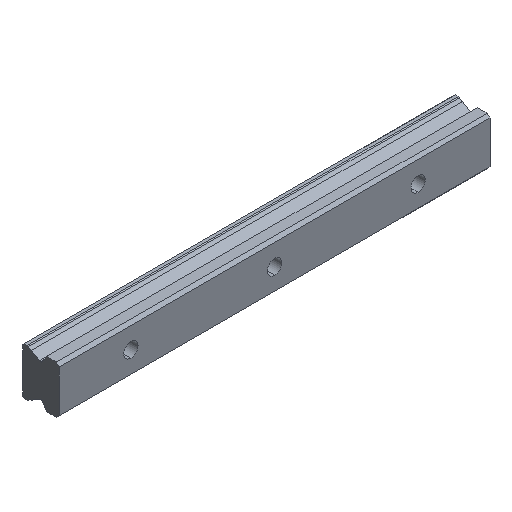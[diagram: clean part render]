
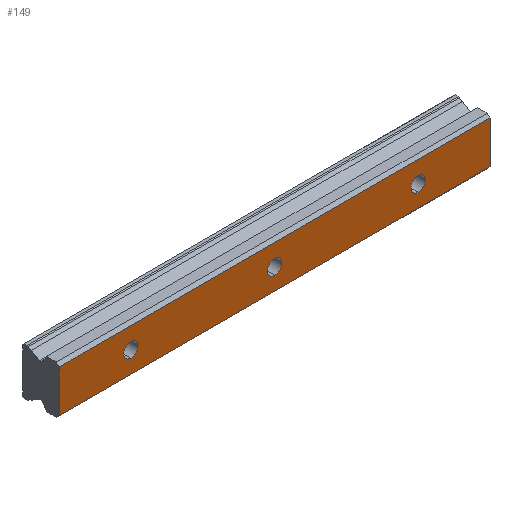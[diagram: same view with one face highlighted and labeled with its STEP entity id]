
A CAD part, isometric view. The second image highlights one B-rep face of the part: STEP entity #149.
In plain terms, the highlighted planar face has unit normal (0, -1, 0).
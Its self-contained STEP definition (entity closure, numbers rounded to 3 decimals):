
#3 = DIRECTION ( 'NONE',  ( 0., 0., 1. ) ) ;
#16 = VERTEX_POINT ( 'NONE', #637 ) ;
#18 = EDGE_CURVE ( 'NONE', #1339, #31, #617, .T. ) ;
#23 = CARTESIAN_POINT ( 'NONE',  ( -30., 0., 8.82 ) ) ;
#24 = VERTEX_POINT ( 'NONE', #965 ) ;
#31 = VERTEX_POINT ( 'NONE', #105 ) ;
#43 = FACE_BOUND ( 'NONE', #781, .T. ) ;
#53 = ORIENTED_EDGE ( 'NONE', *, *, #373, .F. ) ;
#61 = ORIENTED_EDGE ( 'NONE', *, *, #195, .F. ) ;
#74 = VECTOR ( 'NONE', #91, 1000. ) ;
#87 = DIRECTION ( 'NONE',  ( -1., 0., 0. ) ) ;
#90 = CARTESIAN_POINT ( 'NONE',  ( 150., 0., 8.82 ) ) ;
#91 = DIRECTION ( 'NONE',  ( 0., 0., -1. ) ) ;
#100 = CIRCLE ( 'NONE', #435, 3. ) ;
#105 = CARTESIAN_POINT ( 'NONE',  ( 150., 0., -8.82 ) ) ;
#136 = DIRECTION ( 'NONE',  ( 0., -1., 0. ) ) ;
#139 = AXIS2_PLACEMENT_3D ( 'NONE', #260, #287, #621 ) ;
#149 = ADVANCED_FACE ( 'NONE', ( #1311, #481, #565, #43 ), #892, .F. ) ;
#152 = EDGE_CURVE ( 'NONE', #1178, #988, #100, .T. ) ;
#170 = EDGE_CURVE ( 'NONE', #1331, #1339, #470, .T. ) ;
#172 = CARTESIAN_POINT ( 'NONE',  ( 60., 0., 0. ) ) ;
#174 = VERTEX_POINT ( 'NONE', #1235 ) ;
#195 = EDGE_CURVE ( 'NONE', #988, #1178, #391, .T. ) ;
#224 = CARTESIAN_POINT ( 'NONE',  ( 120., 0., 0. ) ) ;
#245 = AXIS2_PLACEMENT_3D ( 'NONE', #343, #770, #1008 ) ;
#259 = LINE ( 'NONE', #695, #591 ) ;
#260 = CARTESIAN_POINT ( 'NONE',  ( 0., 0., 0. ) ) ;
#287 = DIRECTION ( 'NONE',  ( 0., -1., 0. ) ) ;
#334 = CIRCLE ( 'NONE', #954, 3. ) ;
#341 = CIRCLE ( 'NONE', #139, 3. ) ;
#343 = CARTESIAN_POINT ( 'NONE',  ( 150., 0., 8.82 ) ) ;
#373 = EDGE_CURVE ( 'NONE', #31, #24, #1356, .T. ) ;
#387 = CARTESIAN_POINT ( 'NONE',  ( 150., 0., -8.82 ) ) ;
#391 = CIRCLE ( 'NONE', #1185, 3. ) ;
#394 = DIRECTION ( 'NONE',  ( 0., -1., 0. ) ) ;
#409 = CARTESIAN_POINT ( 'NONE',  ( 60., 0., 3. ) ) ;
#420 = EDGE_CURVE ( 'NONE', #16, #702, #341, .T. ) ;
#435 = AXIS2_PLACEMENT_3D ( 'NONE', #675, #136, #1206 ) ;
#442 = ORIENTED_EDGE ( 'NONE', *, *, #170, .F. ) ;
#444 = ORIENTED_EDGE ( 'NONE', *, *, #152, .F. ) ;
#446 = EDGE_CURVE ( 'NONE', #702, #16, #334, .T. ) ;
#453 = DIRECTION ( 'NONE',  ( 0., -1., 0. ) ) ;
#470 = LINE ( 'NONE', #911, #825 ) ;
#481 = FACE_BOUND ( 'NONE', #1405, .T. ) ;
#502 = AXIS2_PLACEMENT_3D ( 'NONE', #224, #1077, #3 ) ;
#565 = FACE_BOUND ( 'NONE', #723, .T. ) ;
#570 = ORIENTED_EDGE ( 'NONE', *, *, #420, .F. ) ;
#591 = VECTOR ( 'NONE', #704, 1000. ) ;
#605 = DIRECTION ( 'NONE',  ( 0., 0., 1. ) ) ;
#617 = LINE ( 'NONE', #729, #74 ) ;
#621 = DIRECTION ( 'NONE',  ( 0., 0., 1. ) ) ;
#637 = CARTESIAN_POINT ( 'NONE',  ( 0., 0., -3. ) ) ;
#664 = CARTESIAN_POINT ( 'NONE',  ( 60., 0., -3. ) ) ;
#675 = CARTESIAN_POINT ( 'NONE',  ( 60., 0., 0. ) ) ;
#695 = CARTESIAN_POINT ( 'NONE',  ( -30., 0., 8.82 ) ) ;
#702 = VERTEX_POINT ( 'NONE', #887 ) ;
#704 = DIRECTION ( 'NONE',  ( 0., 0., 1. ) ) ;
#723 = EDGE_LOOP ( 'NONE', ( #1395, #1273 ) ) ;
#727 = CIRCLE ( 'NONE', #1091, 3. ) ;
#729 = CARTESIAN_POINT ( 'NONE',  ( 150., 0., 8.82 ) ) ;
#744 = ORIENTED_EDGE ( 'NONE', *, *, #446, .F. ) ;
#745 = EDGE_LOOP ( 'NONE', ( #53, #1095, #442, #1252 ) ) ;
#759 = CARTESIAN_POINT ( 'NONE',  ( 120., 0., 3. ) ) ;
#770 = DIRECTION ( 'NONE',  ( 0., 1., 0. ) ) ;
#781 = EDGE_LOOP ( 'NONE', ( #61, #444 ) ) ;
#802 = DIRECTION ( 'NONE',  ( 1., 0., 0. ) ) ;
#825 = VECTOR ( 'NONE', #802, 1000. ) ;
#855 = EDGE_CURVE ( 'NONE', #24, #1331, #259, .T. ) ;
#887 = CARTESIAN_POINT ( 'NONE',  ( 0., 0., 3. ) ) ;
#892 = PLANE ( 'NONE',  #245 ) ;
#911 = CARTESIAN_POINT ( 'NONE',  ( 150., 0., 8.82 ) ) ;
#920 = CARTESIAN_POINT ( 'NONE',  ( 120., 0., 0. ) ) ;
#937 = CIRCLE ( 'NONE', #502, 3. ) ;
#954 = AXIS2_PLACEMENT_3D ( 'NONE', #1041, #1168, #1372 ) ;
#959 = VECTOR ( 'NONE', #87, 1000. ) ;
#965 = CARTESIAN_POINT ( 'NONE',  ( -30., 0., -8.82 ) ) ;
#988 = VERTEX_POINT ( 'NONE', #409 ) ;
#1008 = DIRECTION ( 'NONE',  ( 0., 0., 1. ) ) ;
#1009 = DIRECTION ( 'NONE',  ( 0., 0., 1. ) ) ;
#1041 = CARTESIAN_POINT ( 'NONE',  ( 0., 0., 0. ) ) ;
#1075 = EDGE_CURVE ( 'NONE', #1121, #174, #937, .T. ) ;
#1077 = DIRECTION ( 'NONE',  ( 0., -1., 0. ) ) ;
#1091 = AXIS2_PLACEMENT_3D ( 'NONE', #920, #453, #1009 ) ;
#1095 = ORIENTED_EDGE ( 'NONE', *, *, #18, .F. ) ;
#1121 = VERTEX_POINT ( 'NONE', #759 ) ;
#1168 = DIRECTION ( 'NONE',  ( 0., -1., 0. ) ) ;
#1178 = VERTEX_POINT ( 'NONE', #664 ) ;
#1185 = AXIS2_PLACEMENT_3D ( 'NONE', #172, #394, #605 ) ;
#1206 = DIRECTION ( 'NONE',  ( 0., 0., 1. ) ) ;
#1235 = CARTESIAN_POINT ( 'NONE',  ( 120., 0., -3. ) ) ;
#1238 = EDGE_CURVE ( 'NONE', #174, #1121, #727, .T. ) ;
#1252 = ORIENTED_EDGE ( 'NONE', *, *, #855, .F. ) ;
#1273 = ORIENTED_EDGE ( 'NONE', *, *, #1238, .F. ) ;
#1311 = FACE_OUTER_BOUND ( 'NONE', #745, .T. ) ;
#1331 = VERTEX_POINT ( 'NONE', #23 ) ;
#1339 = VERTEX_POINT ( 'NONE', #90 ) ;
#1356 = LINE ( 'NONE', #387, #959 ) ;
#1372 = DIRECTION ( 'NONE',  ( 0., 0., 1. ) ) ;
#1395 = ORIENTED_EDGE ( 'NONE', *, *, #1075, .F. ) ;
#1405 = EDGE_LOOP ( 'NONE', ( #744, #570 ) ) ;
